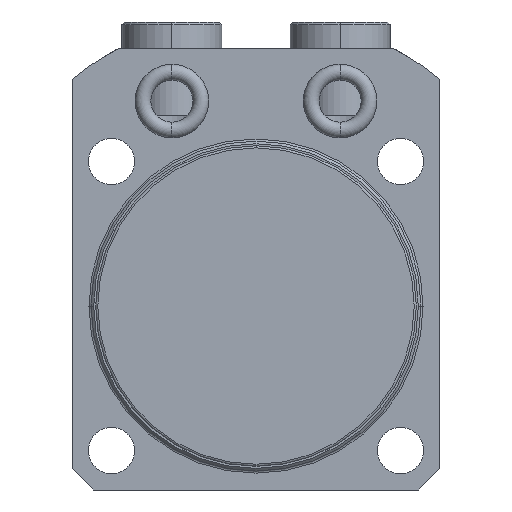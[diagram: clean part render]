
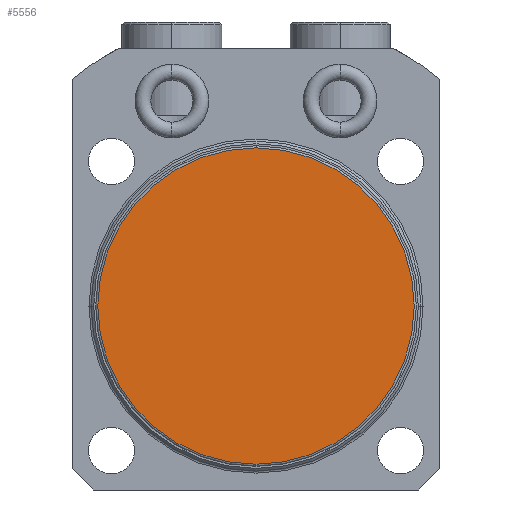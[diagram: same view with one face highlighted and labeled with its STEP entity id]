
A CAD part, front view. The second image highlights one B-rep face of the part: STEP entity #5556.
In plain terms, the highlighted planar face has unit normal (0, -1, 0).
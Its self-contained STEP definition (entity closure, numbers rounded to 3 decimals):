
#1977=CARTESIAN_POINT('',(0.,-77.5,0.));
#1978=DIRECTION('',(0.,-1.,0.));
#1979=DIRECTION('',(0.,0.,1.));
#1980=AXIS2_PLACEMENT_3D('',#1977,#1978,#1979);
#1985=CARTESIAN_POINT('',(0.,-77.5,0.));
#1986=DIRECTION('',(0.,-1.,0.));
#1987=DIRECTION('',(0.,0.,-1.));
#1988=AXIS2_PLACEMENT_3D('',#1985,#1986,#1987);
#4269=CARTESIAN_POINT('',(0.,-77.5,30.1));
#4270=CARTESIAN_POINT('',(0.,-77.5,-30.1));
#4271=VERTEX_POINT('',#4269);
#4272=VERTEX_POINT('',#4270);
#5546=CARTESIAN_POINT('',(0.,-77.5,0.));
#5547=DIRECTION('',(0.,-1.,0.));
#5548=DIRECTION('',(0.,0.,-1.));
#5549=AXIS2_PLACEMENT_3D('',#5546,#5547,#5548);
#5550=PLANE('',#5549);
#5552=ORIENTED_EDGE('',*,*,#5551,.F.);
#5553=ORIENTED_EDGE('',*,*,#5536,.F.);
#5554=EDGE_LOOP('',(#5552,#5553));
#5555=FACE_OUTER_BOUND('',#5554,.F.);
#5556=ADVANCED_FACE('',(#5555),#5550,.T.);
#1981=CIRCLE('',#1980,30.1);
#1989=CIRCLE('',#1988,30.1);
#5536=EDGE_CURVE('',#4272,#4271,#1989,.T.);
#5551=EDGE_CURVE('',#4271,#4272,#1981,.T.);
